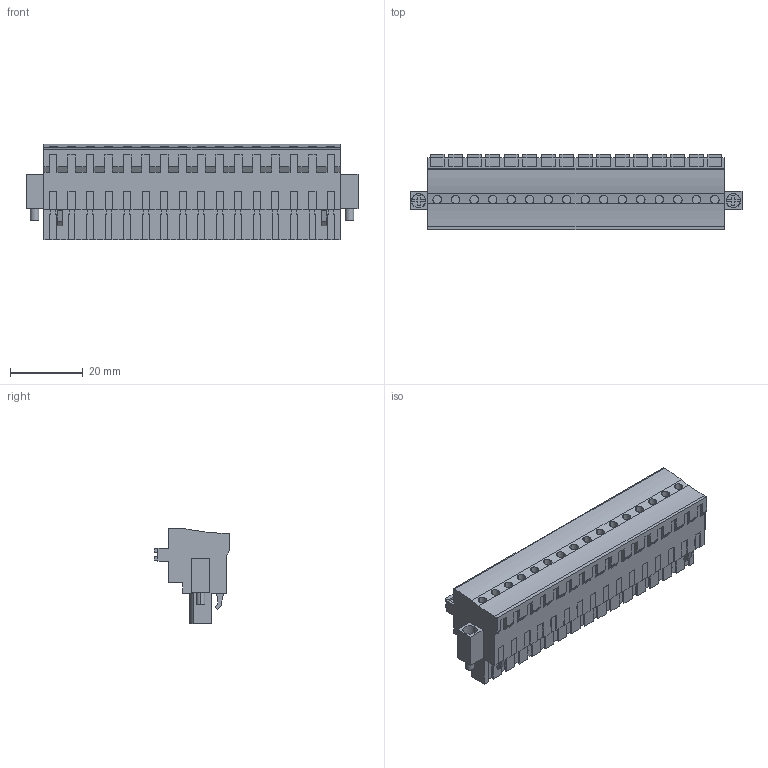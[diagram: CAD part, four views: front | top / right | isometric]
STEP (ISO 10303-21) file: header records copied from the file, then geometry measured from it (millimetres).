
FILE_DESCRIPTION(('CATIA V5 STEP Exchange','CAx-IF Rec.Pracs.--- Model Styling and Organization---1.2---2011-12-15'),'2;1');
FILE_NAME ('D1461186_0_1983030000_1983030000.stp','2017-10-30T15:22:52+00:00',('none'),('Weidmueller'),'CATIA Version 5-6 Release 2014','CATIA V5 STEP AP214','none');
FILE_SCHEMA(('AUTOMOTIVE_DESIGN { 1 0 10303 214 1 1 1 1 }'));
Length unit declared in the file: millimetre
Products named in the file (1): 1983030000
Bounding box: 91.08 x 20.64 x 26.24 mm (x, y, z)
Volume: 24401.4 mm3; surface area: 12203.9 mm2
Topology: 19 solids, 19 shells, 1154 faces, 3201 edges, 2157 vertices
Faces by surface type: plane 971, cylinder 183
Entity records: 33365 total; most frequent: ORIENTED_EDGE 6402, CARTESIAN_POINT 6163, DIRECTION 4265, EDGE_CURVE 3201, VECTOR 2827, LINE 2827, VERTEX_POINT 2157, EDGE_LOOP 1230
